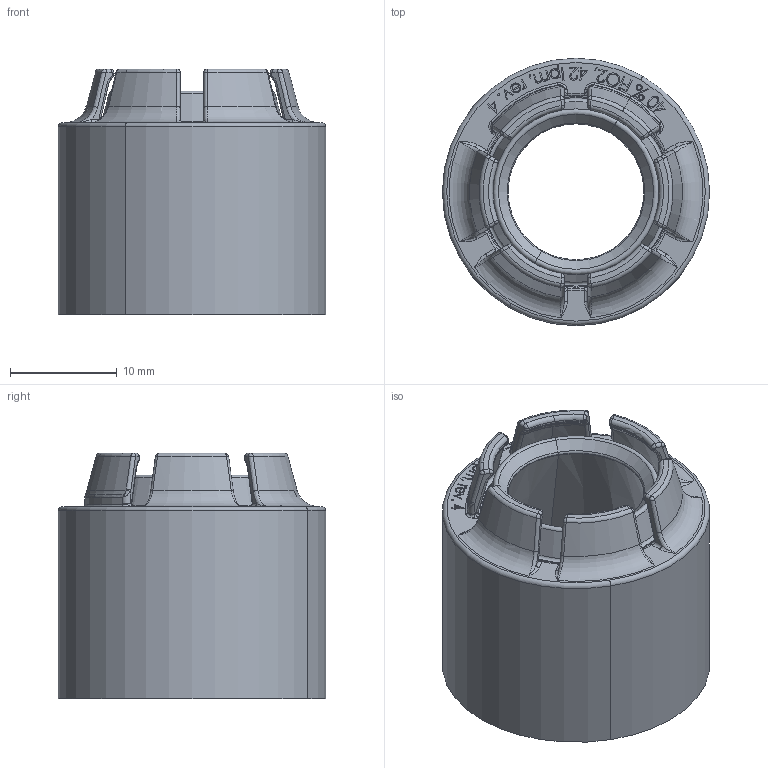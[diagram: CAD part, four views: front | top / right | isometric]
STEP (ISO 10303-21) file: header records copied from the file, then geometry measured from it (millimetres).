
FILE_DESCRIPTION (( 'STEP AP203' ), '1' );
FILE_NAME ('Respirator-free reanimation Venturi''s valve (rev. 4) FiO2-40 Cap.STEP', '2020-03-23T08:45:56', ( '' ), ( '' ), 'SwSTEP 2.0', 'SolidWorks 2018', '' );
FILE_SCHEMA (( 'CONFIG_CONTROL_DESIGN' ));
Length unit declared in the file: millimetre
Products named in the file (1): Respirator-free reanimation Venturi''s valve (rev. 4) FiO2-40 Cap
Bounding box: 25 x 25 x 23 mm (x, y, z)
Volume: 4430.5 mm3; surface area: 3662.6 mm2
Topology: 1 solids, 1 shells, 557 faces, 1378 edges, 825 vertices
Faces by surface type: bspline 246, plane 164, torus 61, cylinder 57, cone 29
Entity records: 23648 total; most frequent: CARTESIAN_POINT 12327, ORIENTED_EDGE 2700, DIRECTION 1754, EDGE_CURVE 1350, VERTEX_POINT 825, AXIS2_PLACEMENT_3D 611, EDGE_LOOP 589, ADVANCED_FACE 557
